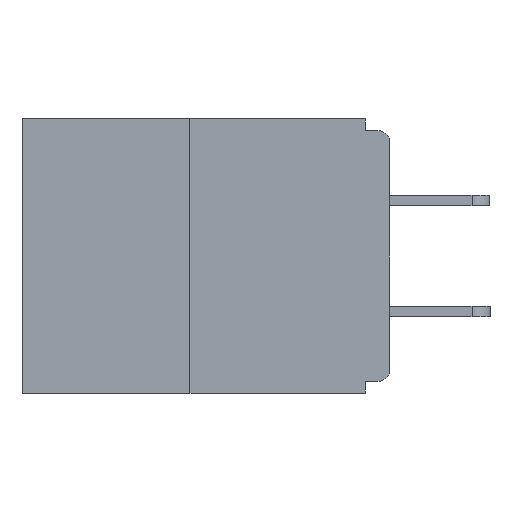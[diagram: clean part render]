
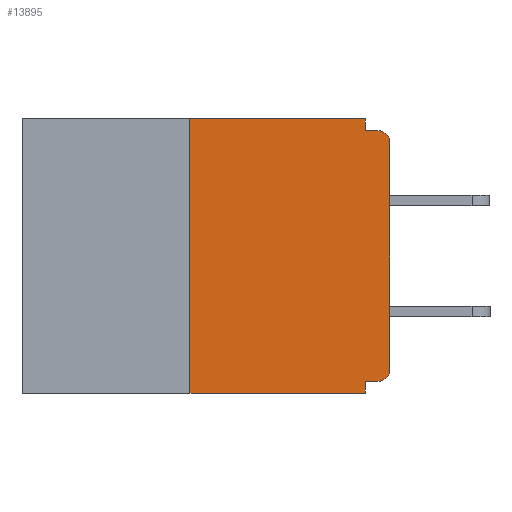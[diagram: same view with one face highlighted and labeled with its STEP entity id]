
A CAD part, left-side view. The second image highlights one B-rep face of the part: STEP entity #13895.
In plain terms, the highlighted planar face has unit normal (-1, 0, 0).
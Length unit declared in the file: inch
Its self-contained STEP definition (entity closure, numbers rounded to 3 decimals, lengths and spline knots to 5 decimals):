
#29 = PLANE ( 'NONE',  #5564 ) ;
#212 = EDGE_CURVE ( 'NONE', #10580, #10231, #19996, .T. ) ;
#404 = CARTESIAN_POINT ( 'NONE',  ( 0., 0.25, -0.343 ) ) ;
#506 = CARTESIAN_POINT ( 'NONE',  ( 0., 0.25, 0. ) ) ;
#787 = CARTESIAN_POINT ( 'NONE',  ( 0., 0.015, -0.015 ) ) ;
#1136 = VERTEX_POINT ( 'NONE', #404 ) ;
#1163 = LINE ( 'NONE', #14196, #4249 ) ;
#1298 = VECTOR ( 'NONE', #10414, 39.37008 ) ;
#1427 = LINE ( 'NONE', #16877, #20287 ) ;
#1523 = CARTESIAN_POINT ( 'NONE',  ( 0., 0.46, -0.343 ) ) ;
#2423 = EDGE_CURVE ( 'NONE', #12835, #7144, #17591, .T. ) ;
#2818 = CARTESIAN_POINT ( 'NONE',  ( 0., 0.015, -0.313 ) ) ;
#3107 = DIRECTION ( 'NONE',  ( 0., 0., -1. ) ) ;
#3172 = CARTESIAN_POINT ( 'NONE',  ( 0., 0.46, 0. ) ) ;
#3248 = EDGE_CURVE ( 'NONE', #10231, #14061, #12930, .T. ) ;
#3350 = LINE ( 'NONE', #1523, #20405 ) ;
#3693 = CARTESIAN_POINT ( 'NONE',  ( 0., 0., 0. ) ) ;
#3824 = VERTEX_POINT ( 'NONE', #787 ) ;
#4103 = ORIENTED_EDGE ( 'NONE', *, *, #9896, .T. ) ;
#4249 = VECTOR ( 'NONE', #9506, 39.37008 ) ;
#4519 = CARTESIAN_POINT ( 'NONE',  ( 0., 0.031, -0.343 ) ) ;
#4635 = DIRECTION ( 'NONE',  ( 0., -1., 0. ) ) ;
#5564 = AXIS2_PLACEMENT_3D ( 'NONE', #3172, #13217, #3107 ) ;
#5650 = LINE ( 'NONE', #15424, #19871 ) ;
#5965 = CIRCLE ( 'NONE', #7525, 0.015 ) ;
#6603 = AXIS2_PLACEMENT_3D ( 'NONE', #2818, #16157, #14337 ) ;
#6944 = ORIENTED_EDGE ( 'NONE', *, *, #212, .T. ) ;
#6973 = DIRECTION ( 'NONE',  ( 0., -1., 0. ) ) ;
#7027 = DIRECTION ( 'NONE',  ( 0., 0., 1. ) ) ;
#7127 = CARTESIAN_POINT ( 'NONE',  ( 0., 0., -0.015 ) ) ;
#7144 = VERTEX_POINT ( 'NONE', #20209 ) ;
#7147 = EDGE_CURVE ( 'NONE', #17208, #12355, #1427, .T. ) ;
#7524 = CARTESIAN_POINT ( 'NONE',  ( 0., 0.015, -0.03 ) ) ;
#7525 = AXIS2_PLACEMENT_3D ( 'NONE', #7524, #12544, #14254 ) ;
#8624 = EDGE_CURVE ( 'NONE', #16874, #3824, #9873, .T. ) ;
#8917 = CARTESIAN_POINT ( 'NONE',  ( 0., 0., -0.313 ) ) ;
#9166 = EDGE_CURVE ( 'NONE', #1136, #17208, #16843, .T. ) ;
#9345 = EDGE_LOOP ( 'NONE', ( #14296, #16230, #4103, #12635, #15372, #6944, #16757, #12605, #20338, #18906 ) ) ;
#9488 = EDGE_CURVE ( 'NONE', #14061, #3824, #5965, .T. ) ;
#9506 = DIRECTION ( 'NONE',  ( 0., 0., -1. ) ) ;
#9873 = LINE ( 'NONE', #7127, #11428 ) ;
#9896 = EDGE_CURVE ( 'NONE', #1136, #7144, #3350, .T. ) ;
#10231 = VERTEX_POINT ( 'NONE', #8917 ) ;
#10288 = EDGE_CURVE ( 'NONE', #10580, #12835, #5650, .T. ) ;
#10414 = DIRECTION ( 'NONE',  ( 0., 0., 1. ) ) ;
#10580 = VERTEX_POINT ( 'NONE', #18225 ) ;
#11428 = VECTOR ( 'NONE', #20435, 39.37008 ) ;
#12355 = VERTEX_POINT ( 'NONE', #12365 ) ;
#12365 = CARTESIAN_POINT ( 'NONE',  ( 0., 0.031, 0. ) ) ;
#12544 = DIRECTION ( 'NONE',  ( -1., 0., 0. ) ) ;
#12605 = ORIENTED_EDGE ( 'NONE', *, *, #9488, .T. ) ;
#12635 = ORIENTED_EDGE ( 'NONE', *, *, #2423, .F. ) ;
#12674 = EDGE_CURVE ( 'NONE', #12355, #16874, #1163, .T. ) ;
#12835 = VERTEX_POINT ( 'NONE', #16360 ) ;
#12930 = LINE ( 'NONE', #3693, #1298 ) ;
#13187 = VECTOR ( 'NONE', #19249, 39.37008 ) ;
#13217 = DIRECTION ( 'NONE',  ( 1., 0., 0. ) ) ;
#13764 = DIRECTION ( 'NONE',  ( 0., 1., 0. ) ) ;
#13895 = ADVANCED_FACE ( 'NONE', ( #19173 ), #29, .F. ) ;
#14061 = VERTEX_POINT ( 'NONE', #18614 ) ;
#14196 = CARTESIAN_POINT ( 'NONE',  ( 0., 0.031, 0. ) ) ;
#14254 = DIRECTION ( 'NONE',  ( 0., 0., -1. ) ) ;
#14296 = ORIENTED_EDGE ( 'NONE', *, *, #7147, .F. ) ;
#14337 = DIRECTION ( 'NONE',  ( 0., 0., -1. ) ) ;
#15372 = ORIENTED_EDGE ( 'NONE', *, *, #10288, .F. ) ;
#15424 = CARTESIAN_POINT ( 'NONE',  ( 0., 0., -0.328 ) ) ;
#16157 = DIRECTION ( 'NONE',  ( -1., 0., 0. ) ) ;
#16230 = ORIENTED_EDGE ( 'NONE', *, *, #9166, .F. ) ;
#16360 = CARTESIAN_POINT ( 'NONE',  ( 0., 0.031, -0.328 ) ) ;
#16757 = ORIENTED_EDGE ( 'NONE', *, *, #3248, .T. ) ;
#16843 = LINE ( 'NONE', #506, #18097 ) ;
#16874 = VERTEX_POINT ( 'NONE', #17150 ) ;
#16877 = CARTESIAN_POINT ( 'NONE',  ( 0., 0.46, 0. ) ) ;
#17150 = CARTESIAN_POINT ( 'NONE',  ( 0., 0.031, -0.015 ) ) ;
#17208 = VERTEX_POINT ( 'NONE', #20234 ) ;
#17591 = LINE ( 'NONE', #4519, #13187 ) ;
#18097 = VECTOR ( 'NONE', #7027, 39.37008 ) ;
#18225 = CARTESIAN_POINT ( 'NONE',  ( 0., 0.015, -0.328 ) ) ;
#18614 = CARTESIAN_POINT ( 'NONE',  ( 0., 0., -0.03 ) ) ;
#18906 = ORIENTED_EDGE ( 'NONE', *, *, #12674, .F. ) ;
#19173 = FACE_OUTER_BOUND ( 'NONE', #9345, .T. ) ;
#19249 = DIRECTION ( 'NONE',  ( 0., 0., -1. ) ) ;
#19871 = VECTOR ( 'NONE', #13764, 39.37008 ) ;
#19996 = CIRCLE ( 'NONE', #6603, 0.015 ) ;
#20209 = CARTESIAN_POINT ( 'NONE',  ( 0., 0.031, -0.343 ) ) ;
#20234 = CARTESIAN_POINT ( 'NONE',  ( 0., 0.25, 0. ) ) ;
#20287 = VECTOR ( 'NONE', #6973, 39.37008 ) ;
#20338 = ORIENTED_EDGE ( 'NONE', *, *, #8624, .F. ) ;
#20405 = VECTOR ( 'NONE', #4635, 39.37008 ) ;
#20435 = DIRECTION ( 'NONE',  ( 0., -1., 0. ) ) ;
